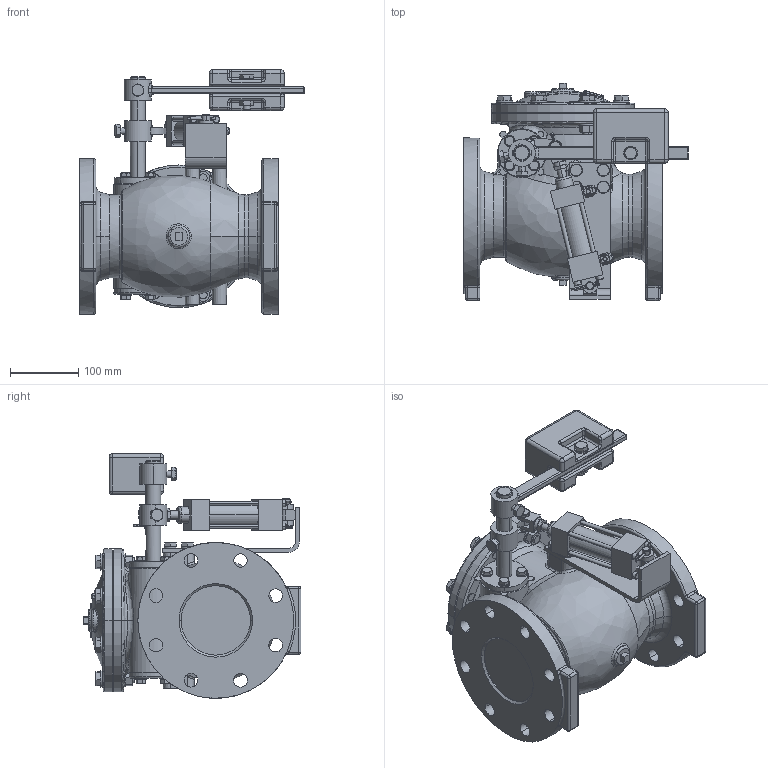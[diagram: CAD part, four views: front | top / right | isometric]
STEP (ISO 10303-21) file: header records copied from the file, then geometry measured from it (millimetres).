
FILE_DESCRIPTION((''),'2;1');
FILE_NAME('7804AC_SW0001','2023-10-25T12:55:55',('jlesh'),(''),'CREO PARAMETRIC BY PTC INC, 2023072','CREO PARAMETRIC BY PTC INC, 2023072','');
FILE_SCHEMA(('AUTOMOTIVE_DESIGN { 1 0 10303 214 1 1 1 1 }'));
Products named in the file (1): 7804AC_SW0001
Bounding box: 330.7 x 319.87 x 359.43 mm (x, y, z)
Volume: 10122752.4 mm3; surface area: 673709.1 mm2
Topology: 3 solids, 3 shells, 1882 faces, 4472 edges, 2706 vertices
Faces by surface type: plane 706, cylinder 582, cone 278, bspline 164, torus 119, sphere 33
Entity records: 79341 total; most frequent: CARTESIAN_POINT 29874, DIRECTION 8961, ORIENTED_EDGE 8924, EDGE_CURVE 4462, AXIS2_PLACEMENT_3D 3648, VERTEX_POINT 2705, EDGE_LOOP 2137, CIRCLE 1930
